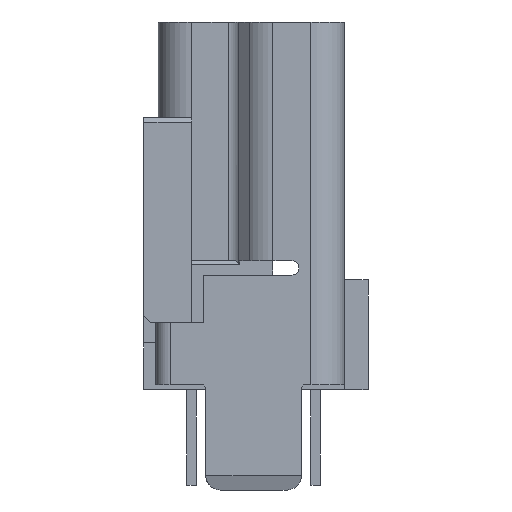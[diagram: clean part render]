
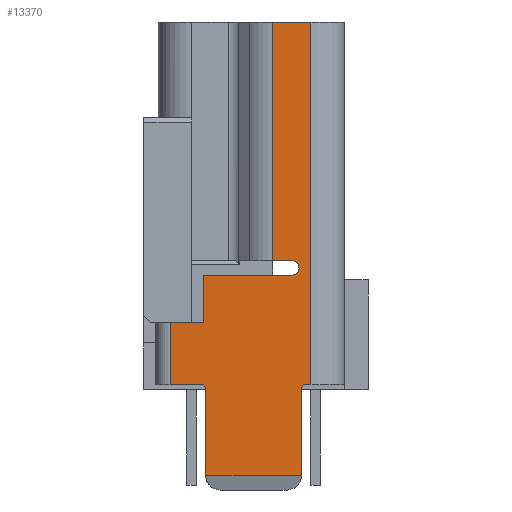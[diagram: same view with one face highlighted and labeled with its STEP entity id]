
A CAD part, left-side view. The second image highlights one B-rep face of the part: STEP entity #13370.
In plain terms, the highlighted planar face has unit normal (-1, 0, 0).
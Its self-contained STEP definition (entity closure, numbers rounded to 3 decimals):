
#7895=CARTESIAN_POINT('',(-3.85,-0.403,7.7));
#7896=VERTEX_POINT('',#7895);
#7904=CARTESIAN_POINT('',(-3.85,-1.2,7.7));
#7905=VERTEX_POINT('',#7904);
#7906=CARTESIAN_POINT('',(-3.85,-1.2,7.7));
#7907=DIRECTION('',(0.0,1.0,0.0));
#7908=VECTOR('',#7907,0.797);
#7909=LINE('',#7906,#7908);
#7910=EDGE_CURVE('',#7905,#7896,#7909,.T.);
#13214=CARTESIAN_POINT('',(-3.85,-0.8,2.7));
#13215=VERTEX_POINT('',#13214);
#13222=CARTESIAN_POINT('',(-3.85,-0.403,2.7));
#13223=VERTEX_POINT('',#13222);
#13224=CARTESIAN_POINT('',(-3.85,-0.403,2.7));
#13225=DIRECTION('',(0.0,-1.0,0.0));
#13226=VECTOR('',#13225,0.397);
#13227=LINE('',#13224,#13226);
#13228=EDGE_CURVE('',#13223,#13215,#13227,.T.);
#13245=CARTESIAN_POINT('',(-3.85,-0.403,7.7));
#13246=DIRECTION('',(0.0,0.0,-1.0));
#13247=VECTOR('',#13246,5.0);
#13248=LINE('',#13245,#13247);
#13249=EDGE_CURVE('',#7896,#13223,#13248,.T.);
#13257=CARTESIAN_POINT('',(-3.85,-1.348,8.175));
#13258=DIRECTION('',(-1.0,0.0,0.0));
#13259=DIRECTION('',(0.0,0.0,-1.0));
#13260=AXIS2_PLACEMENT_3D('',#13257,#13258,#13259);
#13261=PLANE('',#13260);
#13262=CARTESIAN_POINT('',(-3.85,-1.2,0.1));
#13263=VERTEX_POINT('',#13262);
#13264=CARTESIAN_POINT('',(-3.85,-1.2,0.1));
#13265=DIRECTION('',(0.0,0.0,1.0));
#13266=VECTOR('',#13265,7.6);
#13267=LINE('',#13264,#13266);
#13268=EDGE_CURVE('',#13263,#7905,#13267,.T.);
#13269=ORIENTED_EDGE('',*,*,#13268,.T.);
#13270=ORIENTED_EDGE('',*,*,#7910,.T.);
#13271=ORIENTED_EDGE('',*,*,#13249,.T.);
#13272=ORIENTED_EDGE('',*,*,#13228,.T.);
#13273=CARTESIAN_POINT('',(-3.85,-0.8,2.4));
#13274=VERTEX_POINT('',#13273);
#13275=CARTESIAN_POINT('',(-3.85,-0.8,2.55));
#13276=DIRECTION('',(-1.0,0.0,0.0));
#13277=DIRECTION('',(0.0,0.0,-1.0));
#13278=AXIS2_PLACEMENT_3D('',#13275,#13276,#13277);
#13279=CIRCLE('',#13278,0.15);
#13280=EDGE_CURVE('',#13274,#13215,#13279,.T.);
#13281=ORIENTED_EDGE('',*,*,#13280,.F.);
#13282=CARTESIAN_POINT('',(-3.85,1.05,2.4));
#13283=VERTEX_POINT('',#13282);
#13284=CARTESIAN_POINT('',(-3.85,1.05,2.4));
#13285=DIRECTION('',(0.0,-1.0,0.0));
#13286=VECTOR('',#13285,1.85);
#13287=LINE('',#13284,#13286);
#13288=EDGE_CURVE('',#13283,#13274,#13287,.T.);
#13289=ORIENTED_EDGE('',*,*,#13288,.F.);
#13290=CARTESIAN_POINT('',(-3.85,1.05,1.4));
#13291=VERTEX_POINT('',#13290);
#13292=CARTESIAN_POINT('',(-3.85,1.05,1.4));
#13293=DIRECTION('',(0.0,0.0,1.0));
#13294=VECTOR('',#13293,1.0);
#13295=LINE('',#13292,#13294);
#13296=EDGE_CURVE('',#13291,#13283,#13295,.T.);
#13297=ORIENTED_EDGE('',*,*,#13296,.F.);
#13298=CARTESIAN_POINT('',(-3.85,1.75,1.4));
#13299=VERTEX_POINT('',#13298);
#13300=CARTESIAN_POINT('',(-3.85,1.75,1.4));
#13301=DIRECTION('',(0.0,-1.0,0.0));
#13302=VECTOR('',#13301,0.7);
#13303=LINE('',#13300,#13302);
#13304=EDGE_CURVE('',#13299,#13291,#13303,.T.);
#13305=ORIENTED_EDGE('',*,*,#13304,.F.);
#13306=CARTESIAN_POINT('',(-3.85,1.75,0.1));
#13307=VERTEX_POINT('',#13306);
#13308=CARTESIAN_POINT('',(-3.85,1.75,0.1));
#13309=DIRECTION('',(0.0,0.0,1.0));
#13310=VECTOR('',#13309,1.3);
#13311=LINE('',#13308,#13310);
#13312=EDGE_CURVE('',#13307,#13299,#13311,.T.);
#13313=ORIENTED_EDGE('',*,*,#13312,.F.);
#13314=CARTESIAN_POINT('',(-3.85,1.05,0.1));
#13315=VERTEX_POINT('',#13314);
#13316=CARTESIAN_POINT('',(-3.85,1.75,0.1));
#13317=DIRECTION('',(0.0,-1.0,0.0));
#13318=VECTOR('',#13317,0.7);
#13319=LINE('',#13316,#13318);
#13320=EDGE_CURVE('',#13307,#13315,#13319,.T.);
#13321=ORIENTED_EDGE('',*,*,#13320,.T.);
#13322=CARTESIAN_POINT('',(-3.85,1.0,0.05));
#13323=VERTEX_POINT('',#13322);
#13324=CARTESIAN_POINT('',(-3.85,1.05,0.1));
#13325=DIRECTION('',(0.0,-0.707,-0.707));
#13326=VECTOR('',#13325,0.071);
#13327=LINE('',#13324,#13326);
#13328=EDGE_CURVE('',#13315,#13323,#13327,.T.);
#13329=ORIENTED_EDGE('',*,*,#13328,.T.);
#13330=CARTESIAN_POINT('',(-3.85,1.0,-1.8));
#13331=VERTEX_POINT('',#13330);
#13332=CARTESIAN_POINT('',(-3.85,1.0,0.05));
#13333=DIRECTION('',(0.0,0.0,-1.0));
#13334=VECTOR('',#13333,1.85);
#13335=LINE('',#13332,#13334);
#13336=EDGE_CURVE('',#13323,#13331,#13335,.T.);
#13337=ORIENTED_EDGE('',*,*,#13336,.T.);
#13338=CARTESIAN_POINT('',(-3.85,-1.0,-1.8));
#13339=VERTEX_POINT('',#13338);
#13340=CARTESIAN_POINT('',(-3.85,-1.0,-1.8));
#13341=DIRECTION('',(0.0,1.0,0.0));
#13342=VECTOR('',#13341,2.0);
#13343=LINE('',#13340,#13342);
#13344=EDGE_CURVE('',#13339,#13331,#13343,.T.);
#13345=ORIENTED_EDGE('',*,*,#13344,.F.);
#13346=CARTESIAN_POINT('',(-3.85,-1.0,0.05));
#13347=VERTEX_POINT('',#13346);
#13348=CARTESIAN_POINT('',(-3.85,-1.0,-1.8));
#13349=DIRECTION('',(0.0,0.0,1.0));
#13350=VECTOR('',#13349,1.85);
#13351=LINE('',#13348,#13350);
#13352=EDGE_CURVE('',#13339,#13347,#13351,.T.);
#13353=ORIENTED_EDGE('',*,*,#13352,.T.);
#13354=CARTESIAN_POINT('',(-3.85,-1.05,0.1));
#13355=VERTEX_POINT('',#13354);
#13356=CARTESIAN_POINT('',(-3.85,-1.0,0.05));
#13357=DIRECTION('',(0.0,-0.707,0.707));
#13358=VECTOR('',#13357,0.071);
#13359=LINE('',#13356,#13358);
#13360=EDGE_CURVE('',#13347,#13355,#13359,.T.);
#13361=ORIENTED_EDGE('',*,*,#13360,.T.);
#13362=CARTESIAN_POINT('',(-3.85,-1.2,0.1));
#13363=DIRECTION('',(0.0,1.0,0.0));
#13364=VECTOR('',#13363,0.15);
#13365=LINE('',#13362,#13364);
#13366=EDGE_CURVE('',#13263,#13355,#13365,.T.);
#13367=ORIENTED_EDGE('',*,*,#13366,.F.);
#13368=EDGE_LOOP('',(#13269,#13270,#13271,#13272,#13281,#13289,#13297,#13305,#13313,#13321,#13329,#13337,#13345,#13353,#13361,#13367));
#13369=FACE_OUTER_BOUND('',#13368,.T.);
#13370=ADVANCED_FACE('',(#13369),#13261,.T.);
